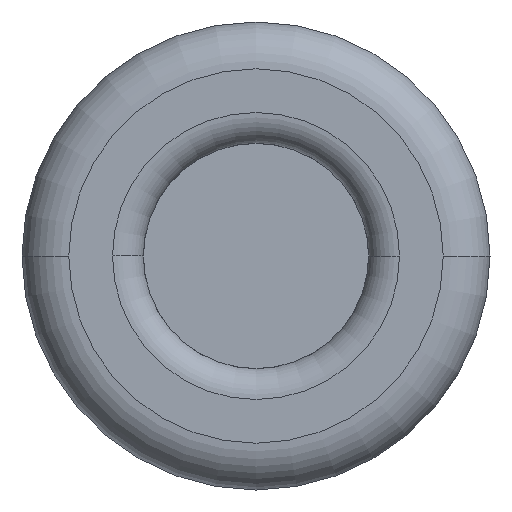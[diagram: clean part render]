
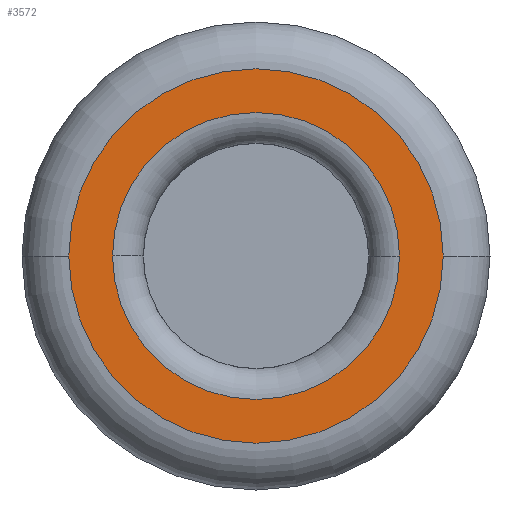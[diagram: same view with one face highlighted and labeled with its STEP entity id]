
A CAD part, left-side view. The second image highlights one B-rep face of the part: STEP entity #3572.
In plain terms, the highlighted planar face has unit normal (-1, 0, 0).
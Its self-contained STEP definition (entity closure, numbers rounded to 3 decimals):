
#954=CARTESIAN_POINT('',(-3.6,0.,0.));
#955=DIRECTION('',(-1.,0.,0.));
#956=DIRECTION('',(0.,-1.,0.));
#957=AXIS2_PLACEMENT_3D('',#954,#955,#956);
#959=CARTESIAN_POINT('',(-3.6,0.,0.));
#960=DIRECTION('',(-1.,0.,0.));
#961=DIRECTION('',(0.,1.,0.));
#962=AXIS2_PLACEMENT_3D('',#959,#960,#961);
#964=CARTESIAN_POINT('',(-3.6,0.,0.));
#965=DIRECTION('',(-1.,0.,0.));
#966=DIRECTION('',(0.,1.,0.));
#967=AXIS2_PLACEMENT_3D('',#964,#965,#966);
#969=CARTESIAN_POINT('',(-3.6,0.,0.));
#970=DIRECTION('',(-1.,0.,0.));
#971=DIRECTION('',(0.,-1.,0.));
#972=AXIS2_PLACEMENT_3D('',#969,#970,#971);
#1479=CARTESIAN_POINT('',(-3.6,4.6,0.));
#1480=CARTESIAN_POINT('',(-3.6,-4.6,0.));
#1481=VERTEX_POINT('',#1479);
#1482=VERTEX_POINT('',#1480);
#1483=CARTESIAN_POINT('',(-3.6,-6.,0.));
#1484=CARTESIAN_POINT('',(-3.6,6.,0.));
#1485=VERTEX_POINT('',#1483);
#1486=VERTEX_POINT('',#1484);
#3556=CARTESIAN_POINT('',(-3.6,0.,0.));
#3557=DIRECTION('',(1.,0.,0.));
#3558=DIRECTION('',(0.,-1.,0.));
#3559=AXIS2_PLACEMENT_3D('',#3556,#3557,#3558);
#3560=PLANE('',#3559);
#3561=ORIENTED_EDGE('',*,*,#3539,.F.);
#3563=ORIENTED_EDGE('',*,*,#3562,.F.);
#3564=EDGE_LOOP('',(#3561,#3563));
#3565=FACE_OUTER_BOUND('',#3564,.F.);
#3567=ORIENTED_EDGE('',*,*,#3566,.T.);
#3569=ORIENTED_EDGE('',*,*,#3568,.T.);
#3570=EDGE_LOOP('',(#3567,#3569));
#3571=FACE_BOUND('',#3570,.F.);
#3572=ADVANCED_FACE('',(#3565,#3571),#3560,.F.);
#958=CIRCLE('',#957,6.);
#963=CIRCLE('',#962,6.);
#968=CIRCLE('',#967,4.6);
#973=CIRCLE('',#972,4.6);
#3539=EDGE_CURVE('',#1485,#1486,#958,.T.);
#3562=EDGE_CURVE('',#1486,#1485,#963,.T.);
#3566=EDGE_CURVE('',#1481,#1482,#968,.T.);
#3568=EDGE_CURVE('',#1482,#1481,#973,.T.);
